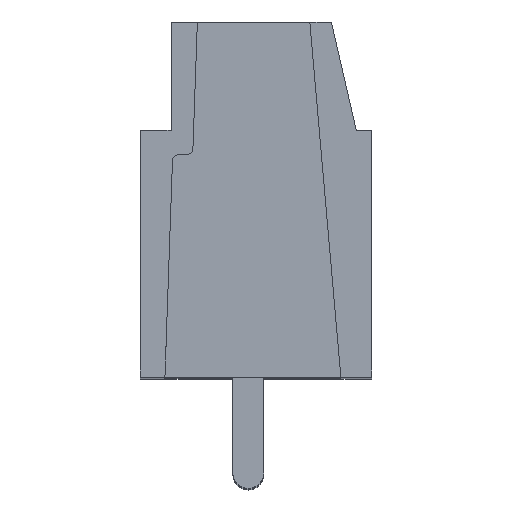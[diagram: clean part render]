
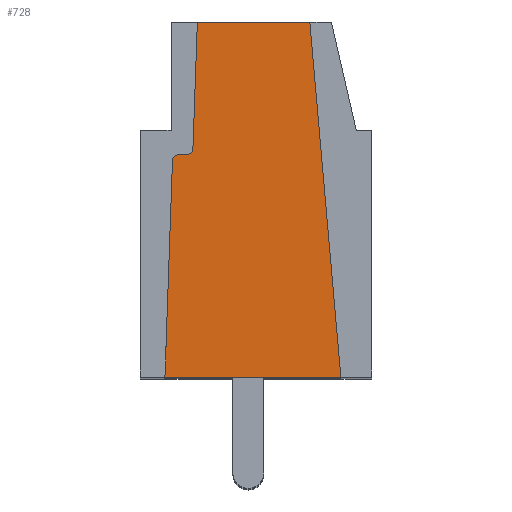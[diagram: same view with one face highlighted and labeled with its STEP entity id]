
A CAD part, top view. The second image highlights one B-rep face of the part: STEP entity #728.
In plain terms, the highlighted planar face has unit normal (0, 0, 1).
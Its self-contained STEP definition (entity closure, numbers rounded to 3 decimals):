
#728 = ADVANCED_FACE( '', ( #1829 ), #1830, .F. );
#1829 = FACE_OUTER_BOUND( '', #3353, .T. );
#1830 = PLANE( '', #3354 );
#3353 = EDGE_LOOP( '', ( #5416, #5417, #5418, #5419, #5420, #5421, #5422, #5423 ) );
#3354 = AXIS2_PLACEMENT_3D( '', #5424, #5425, #5426 );
#5416 = ORIENTED_EDGE( '', *, *, #9955, .T. );
#5417 = ORIENTED_EDGE( '', *, *, #9956, .T. );
#5418 = ORIENTED_EDGE( '', *, *, #9957, .T. );
#5419 = ORIENTED_EDGE( '', *, *, #9958, .F. );
#5420 = ORIENTED_EDGE( '', *, *, #9959, .F. );
#5421 = ORIENTED_EDGE( '', *, *, #9960, .T. );
#5422 = ORIENTED_EDGE( '', *, *, #9719, .T. );
#5423 = ORIENTED_EDGE( '', *, *, #9639, .F. );
#5424 = CARTESIAN_POINT( '', ( -0.959, 2.218, -0.75 ) );
#5425 = DIRECTION( '', ( 0., 0., -1. ) );
#5426 = DIRECTION( '', ( 0., -1., 0. ) );
#9639 = EDGE_CURVE( '', #11727, #11729, #11730, .T. );
#9719 = EDGE_CURVE( '', #11869, #11729, #11870, .T. );
#9955 = EDGE_CURVE( '', #11727, #12283, #12284, .T. );
#9956 = EDGE_CURVE( '', #12283, #12285, #12286, .T. );
#9957 = EDGE_CURVE( '', #12285, #12287, #12288, .T. );
#9958 = EDGE_CURVE( '', #12289, #12287, #12290, .T. );
#9959 = EDGE_CURVE( '', #12291, #12289, #12292, .T. );
#9960 = EDGE_CURVE( '', #12291, #11869, #12293, .T. );
#11727 = VERTEX_POINT( '', #14728 );
#11729 = VERTEX_POINT( '', #14731 );
#11730 = LINE( '', #14732, #14733 );
#11869 = VERTEX_POINT( '', #14923 );
#11870 = CIRCLE( '', #14924, 0.2 );
#12283 = VERTEX_POINT( '', #15502 );
#12284 = LINE( '', #15503, #15504 );
#12285 = VERTEX_POINT( '', #15505 );
#12286 = LINE( '', #15506, #15507 );
#12287 = VERTEX_POINT( '', #15508 );
#12288 = LINE( '', #15509, #15510 );
#12289 = VERTEX_POINT( '', #15511 );
#12290 = LINE( '', #15512, #15513 );
#12291 = VERTEX_POINT( '', #15514 );
#12292 = CIRCLE( '', #15515, 0.2 );
#12293 = LINE( '', #15516, #15517 );
#14728 = CARTESIAN_POINT( '', ( -6.7, 0., -0.75 ) );
#14731 = CARTESIAN_POINT( '', ( -6.455, 7.007, -0.75 ) );
#14732 = CARTESIAN_POINT( '', ( -6.7, 0., -0.75 ) );
#14733 = VECTOR( '', #18764, 1000. );
#14923 = CARTESIAN_POINT( '', ( -6.255, 7.2, -0.75 ) );
#14924 = AXIS2_PLACEMENT_3D( '', #18858, #18859, #18860 );
#15502 = CARTESIAN_POINT( '', ( -1., 0., -0.75 ) );
#15503 = CARTESIAN_POINT( '', ( -4., 0., -0.75 ) );
#15504 = VECTOR( '', #19134, 1000. );
#15505 = CARTESIAN_POINT( '', ( -2.006, 11.5, -0.75 ) );
#15506 = CARTESIAN_POINT( '', ( -1.194, 2.218, -0.75 ) );
#15507 = VECTOR( '', #19135, 1000. );
#15508 = CARTESIAN_POINT( '', ( -5.65, 11.5, -0.75 ) );
#15509 = CARTESIAN_POINT( '', ( -4., 11.5, -0.75 ) );
#15510 = VECTOR( '', #19136, 1000. );
#15511 = CARTESIAN_POINT( '', ( -5.793, 7.393, -0.75 ) );
#15512 = CARTESIAN_POINT( '', ( -5.974, 2.218, -0.75 ) );
#15513 = VECTOR( '', #19137, 1000. );
#15514 = CARTESIAN_POINT( '', ( -5.993, 7.2, -0.75 ) );
#15515 = AXIS2_PLACEMENT_3D( '', #19138, #19139, #19140 );
#15516 = CARTESIAN_POINT( '', ( 0., 7.2, -0.75 ) );
#15517 = VECTOR( '', #19141, 1000. );
#18764 = DIRECTION( '', ( 0.035, 0.999, 0. ) );
#18858 = CARTESIAN_POINT( '', ( -6.255, 7., -0.75 ) );
#18859 = DIRECTION( '', ( 0., 0., 1. ) );
#18860 = DIRECTION( '', ( 1., 0., 0. ) );
#19134 = DIRECTION( '', ( 1., 0., 0. ) );
#19135 = DIRECTION( '', ( -0.087, 0.996, 0. ) );
#19136 = DIRECTION( '', ( -1., 0., 0. ) );
#19137 = DIRECTION( '', ( 0.035, 0.999, 0. ) );
#19138 = CARTESIAN_POINT( '', ( -5.993, 7.4, -0.75 ) );
#19139 = DIRECTION( '', ( 0., 0., 1. ) );
#19140 = DIRECTION( '', ( 1., 0., 0. ) );
#19141 = DIRECTION( '', ( -1., 0., 0. ) );
